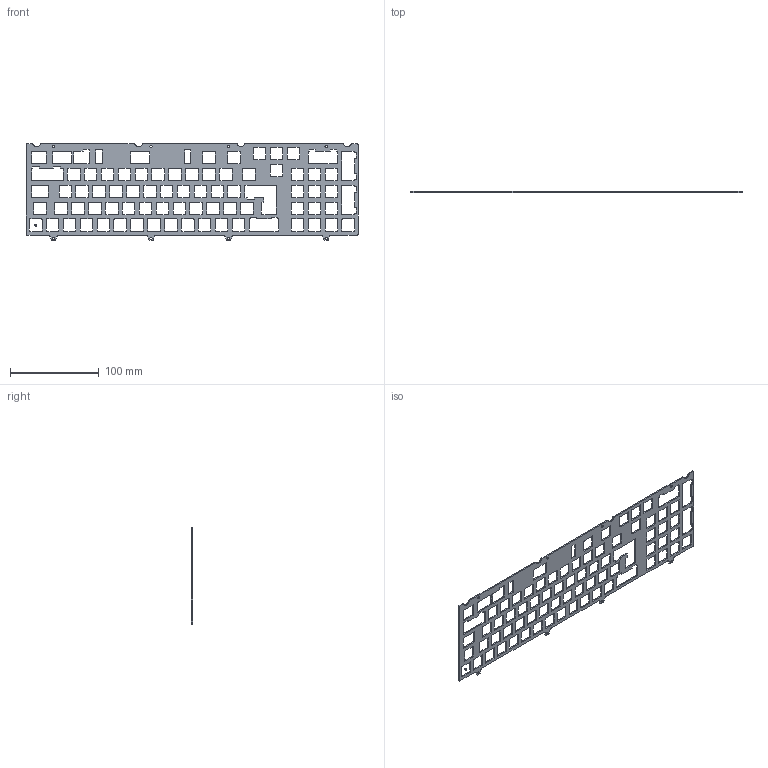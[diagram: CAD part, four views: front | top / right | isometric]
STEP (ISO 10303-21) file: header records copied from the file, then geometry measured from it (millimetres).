
FILE_DESCRIPTION(/* description */ (''),/* implementation_level */ '2;1');
FILE_NAME(/* name */ 'plate v1.step',/* time_stamp */ '2020-07-16T22:08:20+07:00',/* author */ (''),/* organization */ (''),/* preprocessor_version */ 'ST-DEVELOPER v18.1',/* originating_system */ 'Autodesk Translation Framework v9.3.0.1241',/* authorisation */ '');
FILE_SCHEMA (('AUTOMOTIVE_DESIGN { 1 0 10303 214 3 1 1 }'));
Length unit declared in the file: millimetre
Products named in the file (1): plate
Bounding box: 374.48 x 1.5 x 109.01 mm (x, y, z)
Volume: 30199.4 mm3; surface area: 49108.9 mm2
Topology: 2 solids, 2 shells, 784 faces, 2340 edges, 1560 vertices
Faces by surface type: plane 398, cylinder 386
Full cylindrical faces by diameter (mm): 2 x1, 2.5 x8
Entity records: 26940 total; most frequent: CARTESIAN_POINT 4685, DIRECTION 4682, ORIENTED_EDGE 4680, EDGE_CURVE 2340, LINE 1568, VECTOR 1568, VERTEX_POINT 1560, AXIS2_PLACEMENT_3D 1557
